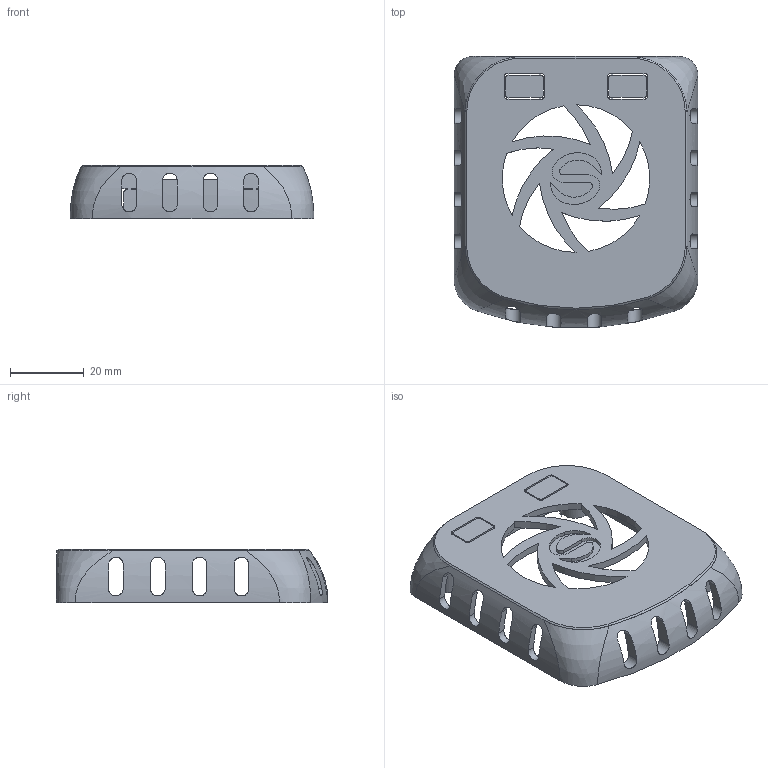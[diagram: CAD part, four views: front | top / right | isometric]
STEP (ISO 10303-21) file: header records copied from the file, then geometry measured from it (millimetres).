
FILE_DESCRIPTION(('FreeCAD Model'),'2;1');
FILE_NAME('Open CASCADE Shape Model','2024-11-10T09:43:53',('Author'),( ''),'Open CASCADE STEP processor 7.7','FreeCAD','Unknown');
FILE_SCHEMA(('AUTOMOTIVE_DESIGN { 1 0 10303 214 1 1 1 1 }'));
Length unit declared in the file: millimetre
Products named in the file (1): 1-IU-Cover
Bounding box: 66 x 73.42 x 14.4 mm (x, y, z)
Volume: 13741.6 mm3; surface area: 15665.9 mm2
Topology: 1 solids, 1 shells, 254 faces, 791 edges, 533 vertices
Faces by surface type: plane 109, cylinder 108, bspline 22, cone 9, torus 6
Full cylindrical faces by diameter (mm): 4.6 x4, 8.3 x4
Entity records: 13809 total; most frequent: CARTESIAN_POINT 7137, ORIENTED_EDGE 1574, DIRECTION 1123, EDGE_CURVE 787, VERTEX_POINT 533, AXIS2_PLACEMENT_3D 407, FACE_BOUND 314, EDGE_LOOP 314
